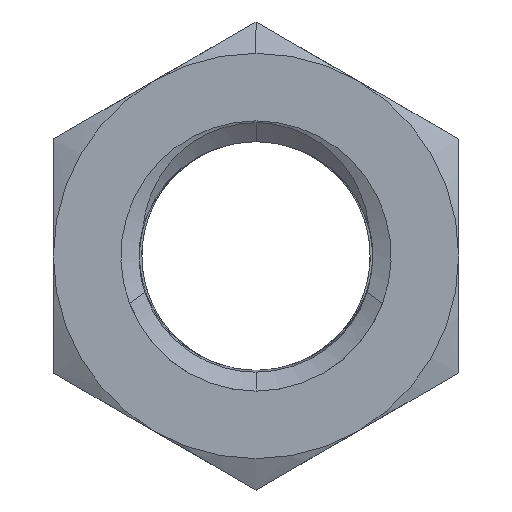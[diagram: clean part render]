
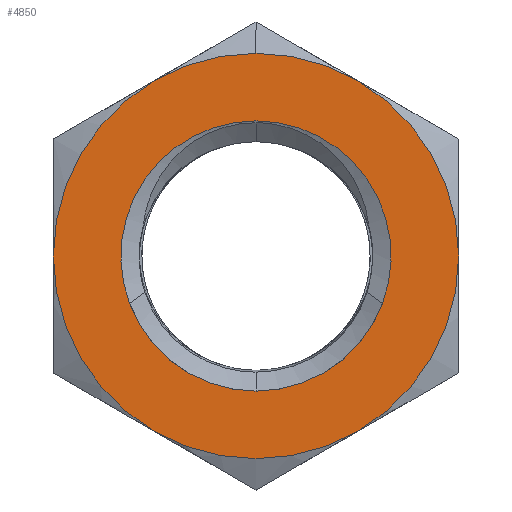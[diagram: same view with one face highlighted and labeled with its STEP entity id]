
A CAD part, front view. The second image highlights one B-rep face of the part: STEP entity #4850.
In plain terms, the highlighted planar face has unit normal (0, -1, 0).
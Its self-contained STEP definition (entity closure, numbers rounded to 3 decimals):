
#3758=AXIS2_PLACEMENT_3D('Circle Axis2P3D',#3756,#3757,$) ;
#3832=AXIS2_PLACEMENT_3D('Circle Axis2P3D',#3830,#3831,$) ;
#3877=AXIS2_PLACEMENT_3D('Circle Axis2P3D',#3875,#3876,$) ;
#3888=AXIS2_PLACEMENT_3D('Circle Axis2P3D',#3886,#3887,$) ;
#3931=AXIS2_PLACEMENT_3D('Circle Axis2P3D',#3929,#3930,$) ;
#3970=AXIS2_PLACEMENT_3D('Circle Axis2P3D',#3968,#3969,$) ;
#4012=AXIS2_PLACEMENT_3D('Circle Axis2P3D',#4010,#4011,$) ;
#4710=AXIS2_PLACEMENT_3D('Circle Axis2P3D',#4708,#4709,$) ;
#4726=AXIS2_PLACEMENT_3D('Circle Axis2P3D',#4724,#4725,$) ;
#4742=AXIS2_PLACEMENT_3D('Circle Axis2P3D',#4740,#4741,$) ;
#4749=AXIS2_PLACEMENT_3D('Circle Axis2P3D',#4747,#4748,$) ;
#4812=AXIS2_PLACEMENT_3D('Circle Axis2P3D',#4810,#4811,$) ;
#4832=AXIS2_PLACEMENT_3D('Plane Axis2P3D',#4829,#4830,#4831) ;
#3756=CARTESIAN_POINT('Axis2P3D Location',(0.,0.,0.)) ;
#3760=CARTESIAN_POINT('Vertex',(-3.572,0.,6.187)) ;
#3762=CARTESIAN_POINT('Vertex',(0.,0.,7.144)) ;
#3827=CARTESIAN_POINT('Vertex',(-7.144,0.,0.)) ;
#3830=CARTESIAN_POINT('Axis2P3D Location',(0.,0.,0.)) ;
#3848=CARTESIAN_POINT('Vertex',(7.144,0.,0.)) ;
#3872=CARTESIAN_POINT('Vertex',(3.572,0.,6.187)) ;
#3875=CARTESIAN_POINT('Axis2P3D Location',(0.,0.,0.)) ;
#3886=CARTESIAN_POINT('Axis2P3D Location',(0.,0.,0.)) ;
#3890=CARTESIAN_POINT('Vertex',(3.572,0.,-6.187)) ;
#3929=CARTESIAN_POINT('Axis2P3D Location',(0.,0.,0.)) ;
#3933=CARTESIAN_POINT('Vertex',(0.,0.,-7.144)) ;
#3935=CARTESIAN_POINT('Vertex',(-3.572,0.,-6.187)) ;
#3968=CARTESIAN_POINT('Axis2P3D Location',(0.,0.,0.)) ;
#4010=CARTESIAN_POINT('Axis2P3D Location',(0.,0.,0.)) ;
#4049=CARTESIAN_POINT('Vertex',(4.458,0.,-1.675)) ;
#4390=CARTESIAN_POINT('Vertex',(-4.458,0.,-1.675)) ;
#4705=CARTESIAN_POINT('Vertex',(0.,0.,-4.763)) ;
#4708=CARTESIAN_POINT('Axis2P3D Location',(0.,0.,0.)) ;
#4724=CARTESIAN_POINT('Axis2P3D Location',(0.,0.,0.)) ;
#4740=CARTESIAN_POINT('Axis2P3D Location',(0.,0.,0.)) ;
#4744=CARTESIAN_POINT('Vertex',(0.,0.,4.763)) ;
#4747=CARTESIAN_POINT('Axis2P3D Location',(0.,0.,0.)) ;
#4810=CARTESIAN_POINT('Axis2P3D Location',(0.,0.,0.)) ;
#4829=CARTESIAN_POINT('Axis2P3D Location',(7.144,0.,-4.124)) ;
#3757=DIRECTION('Axis2P3D Direction',(0.,1.,0.)) ;
#3831=DIRECTION('Axis2P3D Direction',(0.,1.,0.)) ;
#3876=DIRECTION('Axis2P3D Direction',(0.,1.,0.)) ;
#3887=DIRECTION('Axis2P3D Direction',(0.,1.,0.)) ;
#3930=DIRECTION('Axis2P3D Direction',(0.,1.,0.)) ;
#3969=DIRECTION('Axis2P3D Direction',(0.,1.,0.)) ;
#4011=DIRECTION('Axis2P3D Direction',(0.,1.,0.)) ;
#4709=DIRECTION('Axis2P3D Direction',(0.,-1.,-0.)) ;
#4725=DIRECTION('Axis2P3D Direction',(0.,-1.,-0.)) ;
#4741=DIRECTION('Axis2P3D Direction',(0.,-1.,-0.)) ;
#4748=DIRECTION('Axis2P3D Direction',(0.,-1.,-0.)) ;
#4811=DIRECTION('Axis2P3D Direction',(0.,1.,0.)) ;
#4830=DIRECTION('Axis2P3D Direction',(0.,-1.,0.)) ;
#4831=DIRECTION('Axis2P3D XDirection',(0.,0.,-1.)) ;
#4835=ORIENTED_EDGE('',*,*,#3764,.F.) ;
#4836=ORIENTED_EDGE('',*,*,#3834,.F.) ;
#4837=ORIENTED_EDGE('',*,*,#4014,.F.) ;
#4838=ORIENTED_EDGE('',*,*,#3937,.F.) ;
#4839=ORIENTED_EDGE('',*,*,#3972,.F.) ;
#4840=ORIENTED_EDGE('',*,*,#3892,.F.) ;
#4841=ORIENTED_EDGE('',*,*,#3879,.F.) ;
#4842=ORIENTED_EDGE('',*,*,#4814,.F.) ;
#4845=ORIENTED_EDGE('',*,*,#4746,.T.) ;
#4846=ORIENTED_EDGE('',*,*,#4751,.T.) ;
#4847=ORIENTED_EDGE('',*,*,#4728,.T.) ;
#4848=ORIENTED_EDGE('',*,*,#4712,.T.) ;
#4849=FACE_BOUND('',#4844,.T.) ;
#4850=ADVANCED_FACE('Cut-Revolve4',(#4843,#4849),#4833,.T.) ;
#3759=CIRCLE('generated circle',#3758,7.144) ;
#3833=CIRCLE('generated circle',#3832,7.144) ;
#3878=CIRCLE('generated circle',#3877,7.144) ;
#3889=CIRCLE('generated circle',#3888,7.144) ;
#3932=CIRCLE('generated circle',#3931,7.144) ;
#3971=CIRCLE('generated circle',#3970,7.144) ;
#4013=CIRCLE('generated circle',#4012,7.144) ;
#4711=CIRCLE('generated circle',#4710,4.763) ;
#4727=CIRCLE('generated circle',#4726,4.763) ;
#4743=CIRCLE('generated circle',#4742,4.763) ;
#4750=CIRCLE('generated circle',#4749,4.763) ;
#4813=CIRCLE('generated circle',#4812,7.144) ;
#3764=EDGE_CURVE('',#3761,#3763,#3759,.T.) ;
#3834=EDGE_CURVE('',#3828,#3761,#3833,.T.) ;
#3879=EDGE_CURVE('',#3873,#3849,#3878,.T.) ;
#3892=EDGE_CURVE('',#3849,#3891,#3889,.T.) ;
#3937=EDGE_CURVE('',#3934,#3936,#3932,.T.) ;
#3972=EDGE_CURVE('',#3891,#3934,#3971,.T.) ;
#4014=EDGE_CURVE('',#3936,#3828,#4013,.T.) ;
#4712=EDGE_CURVE('',#4706,#4391,#4711,.F.) ;
#4728=EDGE_CURVE('',#4050,#4706,#4727,.F.) ;
#4746=EDGE_CURVE('',#4391,#4745,#4743,.F.) ;
#4751=EDGE_CURVE('',#4745,#4050,#4750,.F.) ;
#4814=EDGE_CURVE('',#3763,#3873,#4813,.T.) ;
#4834=EDGE_LOOP('',(#4835,#4836,#4837,#4838,#4839,#4840,#4841,#4842)) ;
#4844=EDGE_LOOP('',(#4845,#4846,#4847,#4848)) ;
#4843=FACE_OUTER_BOUND('',#4834,.T.) ;
#4833=PLANE('',#4832) ;
#3761=VERTEX_POINT('',#3760) ;
#3763=VERTEX_POINT('',#3762) ;
#3828=VERTEX_POINT('',#3827) ;
#3849=VERTEX_POINT('',#3848) ;
#3873=VERTEX_POINT('',#3872) ;
#3891=VERTEX_POINT('',#3890) ;
#3934=VERTEX_POINT('',#3933) ;
#3936=VERTEX_POINT('',#3935) ;
#4050=VERTEX_POINT('',#4049) ;
#4391=VERTEX_POINT('',#4390) ;
#4706=VERTEX_POINT('',#4705) ;
#4745=VERTEX_POINT('',#4744) ;
